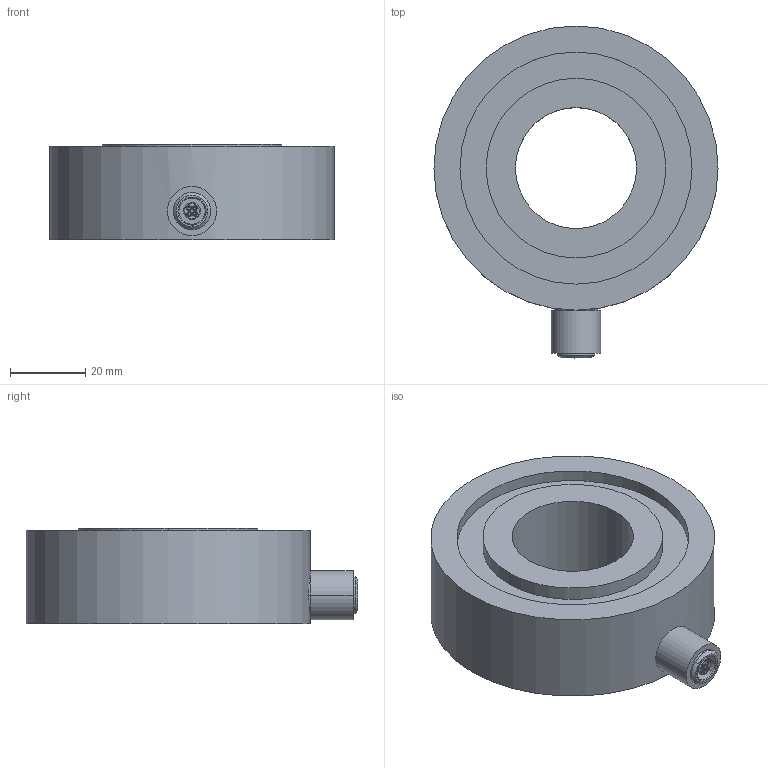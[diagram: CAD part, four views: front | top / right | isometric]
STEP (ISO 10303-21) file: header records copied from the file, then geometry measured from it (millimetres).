
FILE_DESCRIPTION((''),'2;1');
FILE_NAME('LTH500 1-1-4 ID Lemo.stp','2013-04-24T09:01:03',(''),(''),'Mechanical Desktop 2009','Mechanical Desktop 2009',', , ');
FILE_SCHEMA(('CONFIG_CONTROL_DESIGN'));
Length unit declared in the file: inch
Products named in the file (2): LTH500 1-1-4 ID LEMO; PART1
Assembly tree (1 placements, depth 2):
  LTH500 1-1-4 ID LEMO
    PART1
Bounding box: 75.69 x 88.39 x 25.4 mm (x, y, z)
Volume: 87486.2 mm3; surface area: 18629.6 mm2
Topology: 1 solids, 2 shells, 90 faces, 193 edges, 129 vertices
Faces by surface type: cylinder 53, plane 27, cone 6, torus 4
Full cylindrical faces by diameter (mm): 75.692 x1
Entity records: 2672 total; most frequent: DIRECTION 506, CARTESIAN_POINT 450, ORIENTED_EDGE 388, AXIS2_PLACEMENT_3D 222, EDGE_CURVE 194, CIRCLE 130, VERTEX_POINT 129, EDGE_LOOP 117
